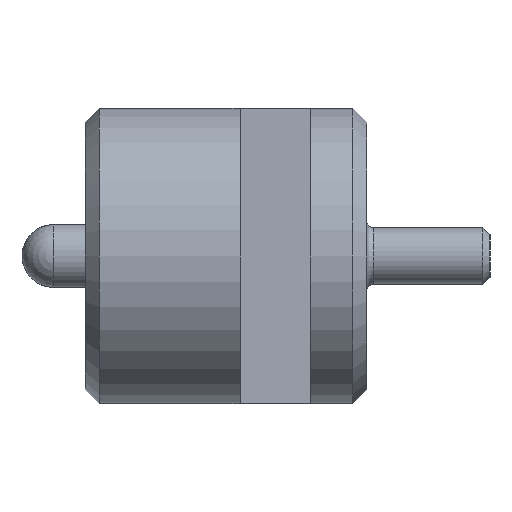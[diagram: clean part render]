
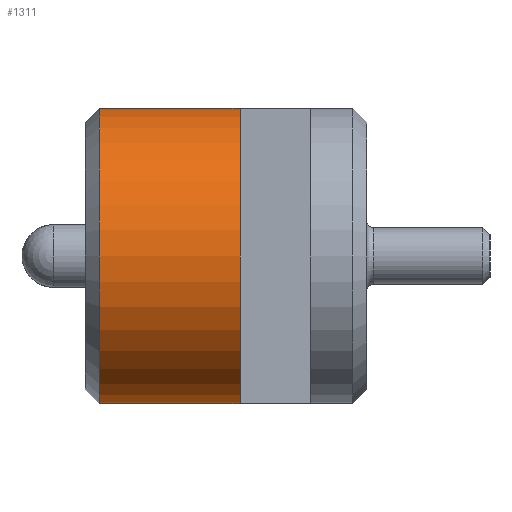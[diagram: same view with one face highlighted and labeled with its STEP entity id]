
A CAD part, left-side view. The second image highlights one B-rep face of the part: STEP entity #1311.
In plain terms, the highlighted cylindrical face has radius 2.1 mm (diameter 4.2 mm), a partial arc.
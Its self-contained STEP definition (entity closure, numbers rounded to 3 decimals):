
#51 = CIRCLE ( 'NONE', #2542, 2.1 ) ;
#214 = DIRECTION ( 'NONE',  ( 0., 0., 1. ) ) ;
#296 = DIRECTION ( 'NONE',  ( 0., -1., 0. ) ) ;
#379 = CARTESIAN_POINT ( 'NONE',  ( -8.3, 0., -2.1 ) ) ;
#431 = DIRECTION ( 'NONE',  ( 0., 0., 1. ) ) ;
#463 = ORIENTED_EDGE ( 'NONE', *, *, #3429, .F. ) ;
#489 = AXIS2_PLACEMENT_3D ( 'NONE', #5489, #2957, #1588 ) ;
#506 = VERTEX_POINT ( 'NONE', #2323 ) ;
#535 = ORIENTED_EDGE ( 'NONE', *, *, #877, .T. ) ;
#675 = DIRECTION ( 'NONE',  ( 0., 1., 0. ) ) ;
#877 = EDGE_CURVE ( 'NONE', #3907, #2700, #4436, .T. ) ;
#994 = CARTESIAN_POINT ( 'NONE',  ( -10.4, 1.8, 0. ) ) ;
#1083 = CARTESIAN_POINT ( 'NONE',  ( -8.3, 3.8, 2.1 ) ) ;
#1311 = ADVANCED_FACE ( 'NONE', ( #4070 ), #4939, .T. ) ;
#1366 = ORIENTED_EDGE ( 'NONE', *, *, #1567, .F. ) ;
#1567 = EDGE_CURVE ( 'NONE', #3833, #4419, #1971, .T. ) ;
#1588 = DIRECTION ( 'NONE',  ( 0., 0., 1. ) ) ;
#1722 = EDGE_CURVE ( 'NONE', #4419, #506, #51, .T. ) ;
#1971 = CIRCLE ( 'NONE', #489, 2.1 ) ;
#2014 = DIRECTION ( 'NONE',  ( 0., 1., 0. ) ) ;
#2217 = EDGE_LOOP ( 'NONE', ( #3665, #535, #463, #5108, #1366 ) ) ;
#2323 = CARTESIAN_POINT ( 'NONE',  ( -8.3, 1.8, -2.1 ) ) ;
#2387 = VECTOR ( 'NONE', #675, 1000. ) ;
#2467 = CARTESIAN_POINT ( 'NONE',  ( -8.3, 0., 0. ) ) ;
#2542 = AXIS2_PLACEMENT_3D ( 'NONE', #3059, #5199, #431 ) ;
#2700 = VERTEX_POINT ( 'NONE', #4325 ) ;
#2957 = DIRECTION ( 'NONE',  ( 0., -1., 0. ) ) ;
#3059 = CARTESIAN_POINT ( 'NONE',  ( -8.3, 1.8, 0. ) ) ;
#3322 = CARTESIAN_POINT ( 'NONE',  ( -8.3, 0., 2.1 ) ) ;
#3429 = EDGE_CURVE ( 'NONE', #506, #2700, #4821, .T. ) ;
#3528 = DIRECTION ( 'NONE',  ( 0., 1., 0. ) ) ;
#3605 = AXIS2_PLACEMENT_3D ( 'NONE', #4440, #296, #3817 ) ;
#3665 = ORIENTED_EDGE ( 'NONE', *, *, #3857, .T. ) ;
#3708 = LINE ( 'NONE', #3322, #2387 ) ;
#3817 = DIRECTION ( 'NONE',  ( 0., 0., 1. ) ) ;
#3833 = VERTEX_POINT ( 'NONE', #5296 ) ;
#3857 = EDGE_CURVE ( 'NONE', #3833, #3907, #3708, .T. ) ;
#3907 = VERTEX_POINT ( 'NONE', #1083 ) ;
#4070 = FACE_OUTER_BOUND ( 'NONE', #2217, .T. ) ;
#4325 = CARTESIAN_POINT ( 'NONE',  ( -8.3, 3.8, -2.1 ) ) ;
#4419 = VERTEX_POINT ( 'NONE', #994 ) ;
#4436 = CIRCLE ( 'NONE', #3605, 2.1 ) ;
#4440 = CARTESIAN_POINT ( 'NONE',  ( -8.3, 3.8, 0. ) ) ;
#4821 = LINE ( 'NONE', #379, #5003 ) ;
#4939 = CYLINDRICAL_SURFACE ( 'NONE', #4988, 2.1 ) ;
#4988 = AXIS2_PLACEMENT_3D ( 'NONE', #2467, #2014, #214 ) ;
#5003 = VECTOR ( 'NONE', #3528, 1000. ) ;
#5108 = ORIENTED_EDGE ( 'NONE', *, *, #1722, .F. ) ;
#5199 = DIRECTION ( 'NONE',  ( 0., -1., 0. ) ) ;
#5296 = CARTESIAN_POINT ( 'NONE',  ( -8.3, 1.8, 2.1 ) ) ;
#5489 = CARTESIAN_POINT ( 'NONE',  ( -8.3, 1.8, 0. ) ) ;
